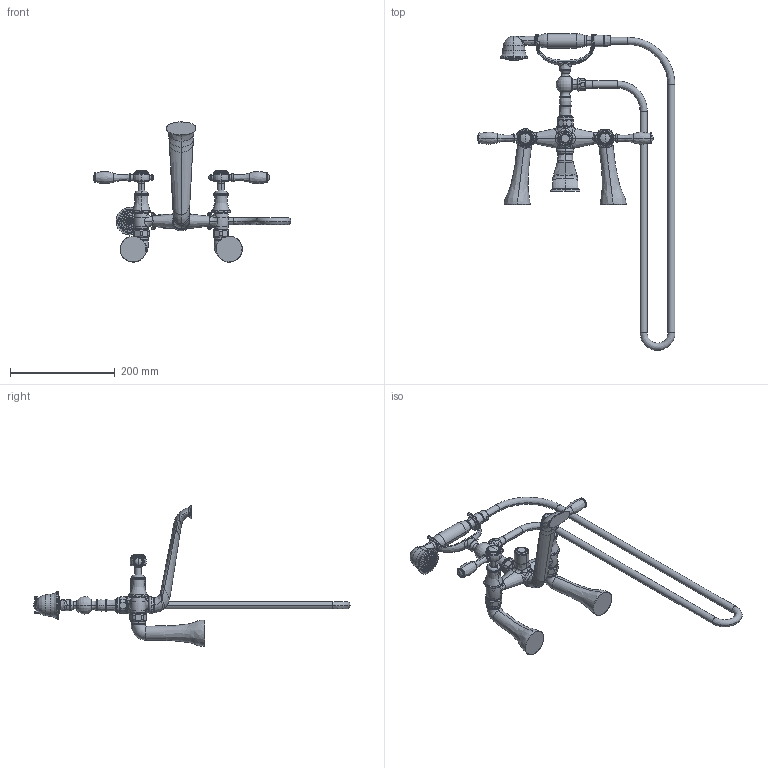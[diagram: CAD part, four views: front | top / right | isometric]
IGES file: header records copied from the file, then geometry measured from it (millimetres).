
Start section:  PTC IGES file: 12894.igs
Global section: file name: 12894.igs; native system: Creo Parametric by PTC Inc.; preprocessor: 2018400; author: jinson.thomas; organization: Unknown; date: 20210115.115000; units: inch
Bounding box: 378.95 x 606.04 x 268.56 mm (x, y, z)
Volume: 1051156.2 mm3; surface area: 258955.6 mm2
Topology: 1 solids, 6 shells, 1645 faces, 4919 edges, 4578 vertices
Faces by surface type: bspline 863, revolution 778, extrusion 4
